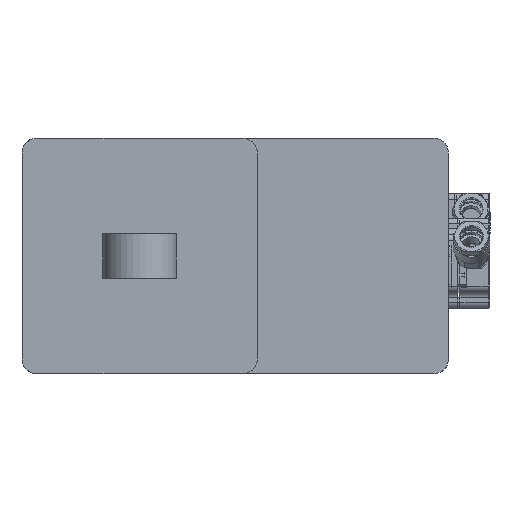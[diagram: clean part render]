
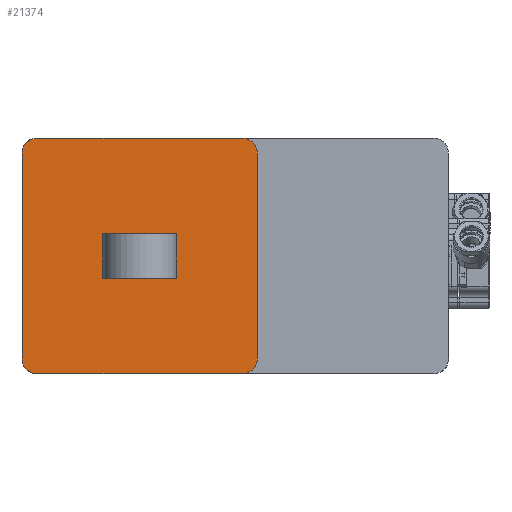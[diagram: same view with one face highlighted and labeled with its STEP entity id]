
A CAD part, front view. The second image highlights one B-rep face of the part: STEP entity #21374.
In plain terms, the highlighted face is planar.
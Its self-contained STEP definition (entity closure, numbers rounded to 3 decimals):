
#2161 = DIRECTION ( 'NONE',  ( 0., -1., 0. ) ) ;
#2976 = EDGE_CURVE ( 'NONE', #58024, #63390, #39947, .T. ) ;
#3278 = VERTEX_POINT ( 'NONE', #27330 ) ;
#3825 = VERTEX_POINT ( 'NONE', #12092 ) ;
#4952 = CIRCLE ( 'NONE', #36598, 5. ) ;
#5471 = VECTOR ( 'NONE', #37987, 1000. ) ;
#5815 = CARTESIAN_POINT ( 'NONE',  ( -7.5, 12.5, 10. ) ) ;
#6259 = ORIENTED_EDGE ( 'NONE', *, *, #6512, .T. ) ;
#6512 = EDGE_CURVE ( 'NONE', #13144, #16619, #8513, .T. ) ;
#7673 = CIRCLE ( 'NONE', #35808, 5. ) ;
#7768 = ORIENTED_EDGE ( 'NONE', *, *, #36885, .T. ) ;
#8513 = LINE ( 'NONE', #53323, #43372 ) ;
#10353 = VERTEX_POINT ( 'NONE', #21816 ) ;
#12092 = CARTESIAN_POINT ( 'NONE',  ( -35., -40., 10. ) ) ;
#13144 = VERTEX_POINT ( 'NONE', #59790 ) ;
#15155 = ORIENTED_EDGE ( 'NONE', *, *, #49083, .F. ) ;
#15306 = CIRCLE ( 'NONE', #37580, 5. ) ;
#15780 = CARTESIAN_POINT ( 'NONE',  ( -35., 40., 10. ) ) ;
#16411 = DIRECTION ( 'NONE',  ( 0., 0., 1. ) ) ;
#16429 = CARTESIAN_POINT ( 'NONE',  ( 40., -40., 10. ) ) ;
#16499 = EDGE_CURVE ( 'NONE', #66863, #58024, #70498, .T. ) ;
#16619 = VERTEX_POINT ( 'NONE', #15780 ) ;
#16800 = DIRECTION ( 'NONE',  ( -1., 0., 0. ) ) ;
#17185 = EDGE_CURVE ( 'NONE', #3825, #3278, #66735, .T. ) ;
#17670 = AXIS2_PLACEMENT_3D ( 'NONE', #61468, #56332, #45332 ) ;
#17842 = CARTESIAN_POINT ( 'NONE',  ( -40., -35., 10. ) ) ;
#17882 = CARTESIAN_POINT ( 'NONE',  ( 0., 0., 10. ) ) ;
#19337 = DIRECTION ( 'NONE',  ( -1., 0., 0. ) ) ;
#19480 = DIRECTION ( 'NONE',  ( 0., 1., 0. ) ) ;
#19842 = CARTESIAN_POINT ( 'NONE',  ( 7.5, 12.5, 10. ) ) ;
#20234 = CARTESIAN_POINT ( 'NONE',  ( -35., 35., 10. ) ) ;
#20266 = EDGE_CURVE ( 'NONE', #52842, #66863, #50856, .T. ) ;
#20543 = ORIENTED_EDGE ( 'NONE', *, *, #71100, .T. ) ;
#20977 = DIRECTION ( 'NONE',  ( -1., 0., 0. ) ) ;
#21119 = VECTOR ( 'NONE', #23057, 1000. ) ;
#21374 = ADVANCED_FACE ( 'NONE', ( #55726, #22314 ), #22656, .F. ) ;
#21816 = CARTESIAN_POINT ( 'NONE',  ( 40., 35., 10. ) ) ;
#21978 = AXIS2_PLACEMENT_3D ( 'NONE', #17882, #23742, #16800 ) ;
#22098 = DIRECTION ( 'NONE',  ( 0., -1., 0. ) ) ;
#22314 = FACE_BOUND ( 'NONE', #62036, .T. ) ;
#22656 = PLANE ( 'NONE',  #21978 ) ;
#23057 = DIRECTION ( 'NONE',  ( -1., 0., 0. ) ) ;
#23534 = LINE ( 'NONE', #62819, #26017 ) ;
#23742 = DIRECTION ( 'NONE',  ( 0., 0., -1. ) ) ;
#25630 = ORIENTED_EDGE ( 'NONE', *, *, #2976, .F. ) ;
#25752 = DIRECTION ( 'NONE',  ( -1., 0., 0. ) ) ;
#26017 = VECTOR ( 'NONE', #22098, 1000. ) ;
#27330 = CARTESIAN_POINT ( 'NONE',  ( 35., -40., 10. ) ) ;
#28043 = ORIENTED_EDGE ( 'NONE', *, *, #17185, .T. ) ;
#30231 = VECTOR ( 'NONE', #2161, 1000. ) ;
#31210 = ORIENTED_EDGE ( 'NONE', *, *, #51544, .T. ) ;
#34415 = ORIENTED_EDGE ( 'NONE', *, *, #20266, .F. ) ;
#35808 = AXIS2_PLACEMENT_3D ( 'NONE', #35848, #58267, #19337 ) ;
#35848 = CARTESIAN_POINT ( 'NONE',  ( -35., -35., 10. ) ) ;
#36286 = CARTESIAN_POINT ( 'NONE',  ( -7.5, 12.5, 10. ) ) ;
#36598 = AXIS2_PLACEMENT_3D ( 'NONE', #66722, #16411, #38788 ) ;
#36669 = VERTEX_POINT ( 'NONE', #38098 ) ;
#36885 = EDGE_CURVE ( 'NONE', #63709, #3825, #7673, .T. ) ;
#37580 = AXIS2_PLACEMENT_3D ( 'NONE', #20234, #65030, #20977 ) ;
#37987 = DIRECTION ( 'NONE',  ( 1., 0., 0. ) ) ;
#38098 = CARTESIAN_POINT ( 'NONE',  ( -40., 35., 10. ) ) ;
#38788 = DIRECTION ( 'NONE',  ( -1., 0., 0. ) ) ;
#39947 = LINE ( 'NONE', #5815, #21119 ) ;
#40254 = DIRECTION ( 'NONE',  ( 1., 0., 0. ) ) ;
#40276 = ORIENTED_EDGE ( 'NONE', *, *, #71311, .T. ) ;
#41765 = CARTESIAN_POINT ( 'NONE',  ( -7.5, 12.5, 10. ) ) ;
#41798 = LINE ( 'NONE', #36286, #30231 ) ;
#42747 = EDGE_CURVE ( 'NONE', #36669, #63709, #23534, .T. ) ;
#43372 = VECTOR ( 'NONE', #25752, 1000. ) ;
#43394 = DIRECTION ( 'NONE',  ( 0., 1., 0. ) ) ;
#43504 = CARTESIAN_POINT ( 'NONE',  ( -7.5, -12.5, 10. ) ) ;
#43867 = ORIENTED_EDGE ( 'NONE', *, *, #16499, .F. ) ;
#44412 = CARTESIAN_POINT ( 'NONE',  ( 40., -35., 10. ) ) ;
#45332 = DIRECTION ( 'NONE',  ( -1., 0., 0. ) ) ;
#45635 = EDGE_LOOP ( 'NONE', ( #28043, #67300, #40276, #20543, #6259, #31210, #58289, #7768 ) ) ;
#45725 = CARTESIAN_POINT ( 'NONE',  ( 7.5, -12.5, 10. ) ) ;
#49083 = EDGE_CURVE ( 'NONE', #63390, #52842, #41798, .T. ) ;
#50856 = LINE ( 'NONE', #43504, #5471 ) ;
#51126 = CARTESIAN_POINT ( 'NONE',  ( -7.5, -12.5, 10. ) ) ;
#51544 = EDGE_CURVE ( 'NONE', #16619, #36669, #15306, .T. ) ;
#52842 = VERTEX_POINT ( 'NONE', #51126 ) ;
#53157 = VECTOR ( 'NONE', #40254, 1000. ) ;
#53323 = CARTESIAN_POINT ( 'NONE',  ( 40., 40., 10. ) ) ;
#55145 = CARTESIAN_POINT ( 'NONE',  ( 40., 40., 10. ) ) ;
#55726 = FACE_OUTER_BOUND ( 'NONE', #45635, .T. ) ;
#56332 = DIRECTION ( 'NONE',  ( 0., 0., 1. ) ) ;
#58024 = VERTEX_POINT ( 'NONE', #60874 ) ;
#58267 = DIRECTION ( 'NONE',  ( 0., 0., 1. ) ) ;
#58289 = ORIENTED_EDGE ( 'NONE', *, *, #42747, .T. ) ;
#59790 = CARTESIAN_POINT ( 'NONE',  ( 35., 40., 10. ) ) ;
#60282 = LINE ( 'NONE', #55145, #69429 ) ;
#60874 = CARTESIAN_POINT ( 'NONE',  ( 7.5, 12.5, 10. ) ) ;
#61468 = CARTESIAN_POINT ( 'NONE',  ( 35., -35., 10. ) ) ;
#62036 = EDGE_LOOP ( 'NONE', ( #15155, #25630, #43867, #34415 ) ) ;
#62819 = CARTESIAN_POINT ( 'NONE',  ( -40., 40., 10. ) ) ;
#63169 = VECTOR ( 'NONE', #19480, 1000. ) ;
#63390 = VERTEX_POINT ( 'NONE', #41765 ) ;
#63709 = VERTEX_POINT ( 'NONE', #17842 ) ;
#65030 = DIRECTION ( 'NONE',  ( 0., 0., 1. ) ) ;
#66722 = CARTESIAN_POINT ( 'NONE',  ( 35., 35., 10. ) ) ;
#66735 = LINE ( 'NONE', #16429, #53157 ) ;
#66863 = VERTEX_POINT ( 'NONE', #45725 ) ;
#67300 = ORIENTED_EDGE ( 'NONE', *, *, #68933, .T. ) ;
#68095 = CIRCLE ( 'NONE', #17670, 5. ) ;
#68933 = EDGE_CURVE ( 'NONE', #3278, #71509, #68095, .T. ) ;
#69429 = VECTOR ( 'NONE', #43394, 1000. ) ;
#70498 = LINE ( 'NONE', #19842, #63169 ) ;
#71100 = EDGE_CURVE ( 'NONE', #10353, #13144, #4952, .T. ) ;
#71311 = EDGE_CURVE ( 'NONE', #71509, #10353, #60282, .T. ) ;
#71509 = VERTEX_POINT ( 'NONE', #44412 ) ;
